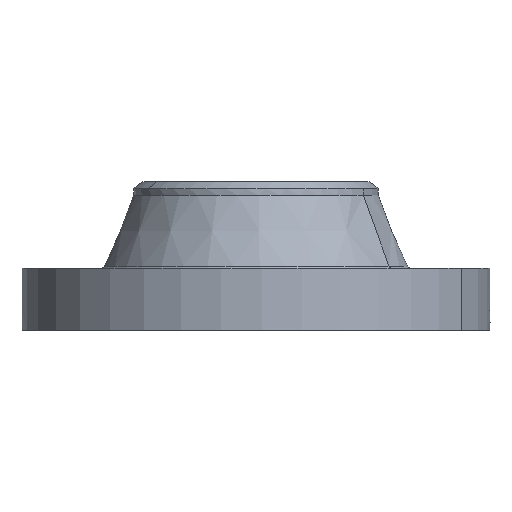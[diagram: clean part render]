
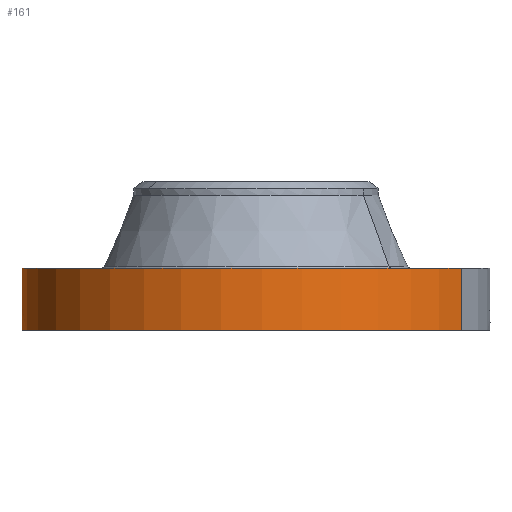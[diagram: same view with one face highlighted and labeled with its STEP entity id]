
A CAD part, left-side view. The second image highlights one B-rep face of the part: STEP entity #161.
In plain terms, the highlighted cylindrical face has radius 209.55 mm (diameter 419.1 mm), a partial arc.
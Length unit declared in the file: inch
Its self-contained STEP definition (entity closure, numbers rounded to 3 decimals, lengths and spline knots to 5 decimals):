
#38=AXIS2_PLACEMENT_3D('Cylinder Axis2P3D',#35,#36,#37) ;
#42=AXIS2_PLACEMENT_3D('Circle Axis2P3D',#40,#41,$) ;
#58=AXIS2_PLACEMENT_3D('Circle Axis2P3D',#56,#57,$) ;
#35=CARTESIAN_POINT('Axis2P3D Location',(0.,0.,2.875)) ;
#40=CARTESIAN_POINT('Axis2P3D Location',(0.,0.,0.25)) ;
#44=CARTESIAN_POINT('Vertex',(-3.95526,-7.24006,0.25)) ;
#46=CARTESIAN_POINT('Vertex',(3.95526,7.24006,0.25)) ;
#49=CARTESIAN_POINT('Line Origine',(-3.95526,-7.24006,1.345)) ;
#53=CARTESIAN_POINT('Vertex',(-3.95526,-7.24006,2.44)) ;
#56=CARTESIAN_POINT('Axis2P3D Location',(0.,0.,2.44)) ;
#60=CARTESIAN_POINT('Vertex',(3.95526,7.24006,2.44)) ;
#63=CARTESIAN_POINT('Line Origine',(3.95526,7.24006,1.345)) ;
#75=CARTESIAN_POINT('Control Point',(-0.05857,8.24979,1.28924)) ;
#76=CARTESIAN_POINT('Control Point',(-0.03946,8.24993,1.29244)) ;
#77=CARTESIAN_POINT('Control Point',(-0.02009,8.25,1.29408)) ;
#78=CARTESIAN_POINT('Control Point',(-0.00072,8.25,1.29412)) ;
#79=CARTESIAN_POINT('Vertex',(-0.05856,8.24979,1.28924)) ;
#81=CARTESIAN_POINT('Vertex',(-0.00072,8.25,1.29412)) ;
#85=CARTESIAN_POINT('Control Point',(-0.05856,8.24979,1.28924)) ;
#86=CARTESIAN_POINT('Control Point',(-0.09778,8.24951,1.28434)) ;
#87=CARTESIAN_POINT('Control Point',(-0.13623,8.24895,1.2723)) ;
#88=CARTESIAN_POINT('Control Point',(-0.17153,8.24822,1.25401)) ;
#89=CARTESIAN_POINT('Vertex',(-0.17153,8.24822,1.25401)) ;
#93=CARTESIAN_POINT('Control Point',(-0.03017,8.24994,0.53113)) ;
#94=CARTESIAN_POINT('Control Point',(-0.08632,8.24974,0.53827)) ;
#95=CARTESIAN_POINT('Control Point',(-0.14087,8.24906,0.55589)) ;
#96=CARTESIAN_POINT('Control Point',(-0.19106,8.24798,0.58346)) ;
#97=CARTESIAN_POINT('Control Point',(-0.26402,8.24591,0.64287)) ;
#98=CARTESIAN_POINT('Control Point',(-0.31583,8.24399,0.71913)) ;
#99=CARTESIAN_POINT('Control Point',(-0.33286,8.2433,0.7518)) ;
#100=CARTESIAN_POINT('Control Point',(-0.36822,8.24181,0.84399)) ;
#101=CARTESIAN_POINT('Control Point',(-0.37434,8.24149,0.94264)) ;
#102=CARTESIAN_POINT('Control Point',(-0.36621,8.24188,1.00432)) ;
#103=CARTESIAN_POINT('Control Point',(-0.333,8.24339,1.10219)) ;
#104=CARTESIAN_POINT('Control Point',(-0.27047,8.24563,1.18262)) ;
#105=CARTESIAN_POINT('Control Point',(-0.24087,8.24658,1.21132)) ;
#106=CARTESIAN_POINT('Control Point',(-0.20755,8.24747,1.23534)) ;
#107=CARTESIAN_POINT('Control Point',(-0.17153,8.24822,1.25401)) ;
#108=CARTESIAN_POINT('Vertex',(-0.03017,8.24994,0.53113)) ;
#112=CARTESIAN_POINT('Control Point',(-0.03017,8.24994,0.53113)) ;
#113=CARTESIAN_POINT('Control Point',(-0.0201,8.24998,0.53087)) ;
#114=CARTESIAN_POINT('Control Point',(-0.01004,8.25,0.53095)) ;
#115=CARTESIAN_POINT('Control Point',(0.,8.25,0.53137)) ;
#116=CARTESIAN_POINT('Vertex',(0.,8.25,0.53137)) ;
#120=CARTESIAN_POINT('Control Point',(0.19338,8.24773,0.58604)) ;
#121=CARTESIAN_POINT('Control Point',(0.1493,8.24877,0.56124)) ;
#122=CARTESIAN_POINT('Control Point',(0.10118,8.24958,0.5435)) ;
#123=CARTESIAN_POINT('Control Point',(0.05083,8.25,0.53353)) ;
#124=CARTESIAN_POINT('Control Point',(0.,8.25,0.53137)) ;
#125=CARTESIAN_POINT('Vertex',(0.19338,8.24773,0.58604)) ;
#129=CARTESIAN_POINT('Control Point',(0.19338,8.24773,0.58604)) ;
#130=CARTESIAN_POINT('Control Point',(0.22248,8.24705,0.60241)) ;
#131=CARTESIAN_POINT('Control Point',(0.24993,8.24628,0.62166)) ;
#132=CARTESIAN_POINT('Control Point',(0.27533,8.24546,0.64364)) ;
#133=CARTESIAN_POINT('Control Point',(0.3424,8.24304,0.71512)) ;
#134=CARTESIAN_POINT('Control Point',(0.38538,8.24104,0.8047)) ;
#135=CARTESIAN_POINT('Control Point',(0.40062,8.24025,0.86901)) ;
#136=CARTESIAN_POINT('Control Point',(0.40171,8.24024,0.98326)) ;
#137=CARTESIAN_POINT('Control Point',(0.36179,8.24209,1.08797)) ;
#138=CARTESIAN_POINT('Control Point',(0.3376,8.24316,1.12942)) ;
#139=CARTESIAN_POINT('Control Point',(0.26861,8.24586,1.21363)) ;
#140=CARTESIAN_POINT('Control Point',(0.17547,8.2484,1.26855)) ;
#141=CARTESIAN_POINT('Control Point',(0.11801,8.24948,1.28854)) ;
#142=CARTESIAN_POINT('Control Point',(0.05856,8.25,1.29703)) ;
#143=CARTESIAN_POINT('Control Point',(-0.00003,8.25,1.29415)) ;
#144=CARTESIAN_POINT('Vertex',(-0.00003,8.25,1.29415)) ;
#148=CARTESIAN_POINT('Control Point',(-0.00072,8.25,1.29412)) ;
#149=CARTESIAN_POINT('Control Point',(-0.00037,8.25,1.29414)) ;
#150=CARTESIAN_POINT('Control Point',(-0.00003,8.25,1.29415)) ;
#36=DIRECTION('Axis2P3D Direction',(0.,0.,-0.039)) ;
#37=DIRECTION('Axis2P3D XDirection',(0.019,0.035,0.)) ;
#41=DIRECTION('Axis2P3D Direction',(0.,0.,-0.039)) ;
#50=DIRECTION('Vector Direction',(0.,0.,-0.039)) ;
#57=DIRECTION('Axis2P3D Direction',(0.,0.,-0.039)) ;
#64=DIRECTION('Vector Direction',(0.,0.,-0.039)) ;
#51=VECTOR('Line Direction',#50,0.03937) ;
#65=VECTOR('Line Direction',#64,0.03937) ;
#69=ORIENTED_EDGE('',*,*,#48,.F.) ;
#70=ORIENTED_EDGE('',*,*,#55,.T.) ;
#71=ORIENTED_EDGE('',*,*,#62,.T.) ;
#72=ORIENTED_EDGE('',*,*,#67,.F.) ;
#153=ORIENTED_EDGE('',*,*,#83,.F.) ;
#154=ORIENTED_EDGE('',*,*,#91,.T.) ;
#155=ORIENTED_EDGE('',*,*,#110,.F.) ;
#156=ORIENTED_EDGE('',*,*,#118,.T.) ;
#157=ORIENTED_EDGE('',*,*,#127,.F.) ;
#158=ORIENTED_EDGE('',*,*,#146,.T.) ;
#159=ORIENTED_EDGE('',*,*,#151,.F.) ;
#160=FACE_BOUND('',#152,.T.) ;
#161=ADVANCED_FACE('PartBody',(#73,#160),#39,.T.) ;
#74=B_SPLINE_CURVE_WITH_KNOTS('',3,(#75,#76,#77,#78),.UNSPECIFIED.,.F.,.U.,(4,4),(4.37192,6.52139),.UNSPECIFIED.) ;
#84=B_SPLINE_CURVE_WITH_KNOTS('',3,(#85,#86,#87,#88),.UNSPECIFIED.,.F.,.U.,(4,4),(0.,4.44127),.UNSPECIFIED.) ;
#92=B_SPLINE_CURVE_WITH_KNOTS('',5,(#93,#94,#95,#96,#97,#98,#99,#100,#101,#102,#103,#104,#105,#106,#107),.UNSPECIFIED.,.F.,.U.,(6,3,3,3,6),(0.,9.83723,16.41759,27.59816,35.15275),.UNSPECIFIED.) ;
#111=B_SPLINE_CURVE_WITH_KNOTS('',3,(#112,#113,#114,#115),.UNSPECIFIED.,.F.,.U.,(4,4),(0.,1.04945),.UNSPECIFIED.) ;
#119=B_SPLINE_CURVE_WITH_KNOTS('',4,(#120,#121,#122,#123,#124),.UNSPECIFIED.,.F.,.U.,(5,5),(0.,7.08245),.UNSPECIFIED.) ;
#128=B_SPLINE_CURVE_WITH_KNOTS('',5,(#129,#130,#131,#132,#133,#134,#135,#136,#137,#138,#139,#140,#141,#142,#143),.UNSPECIFIED.,.F.,.U.,(6,3,3,3,6),(0.,5.84417,17.08776,25.53593,36.48683),.UNSPECIFIED.) ;
#147=B_SPLINE_CURVE_WITH_KNOTS('',2,(#148,#149,#150),.UNSPECIFIED.,.F.,.U.,(3,3),(1.04999,1.0758),.UNSPECIFIED.) ;
#43=CIRCLE('generated circle',#42,8.25) ;
#59=CIRCLE('generated circle',#58,8.25) ;
#39=CYLINDRICAL_SURFACE('generated cylinder',#38,8.25) ;
#48=EDGE_CURVE('',#45,#47,#43,.T.) ;
#55=EDGE_CURVE('',#45,#54,#52,.F.) ;
#62=EDGE_CURVE('',#54,#61,#59,.T.) ;
#67=EDGE_CURVE('',#47,#61,#66,.F.) ;
#83=EDGE_CURVE('',#80,#82,#74,.T.) ;
#91=EDGE_CURVE('',#80,#90,#84,.T.) ;
#110=EDGE_CURVE('',#109,#90,#92,.T.) ;
#118=EDGE_CURVE('',#109,#117,#111,.T.) ;
#127=EDGE_CURVE('',#126,#117,#119,.T.) ;
#146=EDGE_CURVE('',#126,#145,#128,.T.) ;
#151=EDGE_CURVE('',#82,#145,#147,.T.) ;
#68=EDGE_LOOP('',(#69,#70,#71,#72)) ;
#152=EDGE_LOOP('',(#153,#154,#155,#156,#157,#158,#159)) ;
#73=FACE_OUTER_BOUND('',#68,.T.) ;
#52=LINE('Line',#49,#51) ;
#66=LINE('Line',#63,#65) ;
#45=VERTEX_POINT('',#44) ;
#47=VERTEX_POINT('',#46) ;
#54=VERTEX_POINT('',#53) ;
#61=VERTEX_POINT('',#60) ;
#80=VERTEX_POINT('',#79) ;
#82=VERTEX_POINT('',#81) ;
#90=VERTEX_POINT('',#89) ;
#109=VERTEX_POINT('',#108) ;
#117=VERTEX_POINT('',#116) ;
#126=VERTEX_POINT('',#125) ;
#145=VERTEX_POINT('',#144) ;
